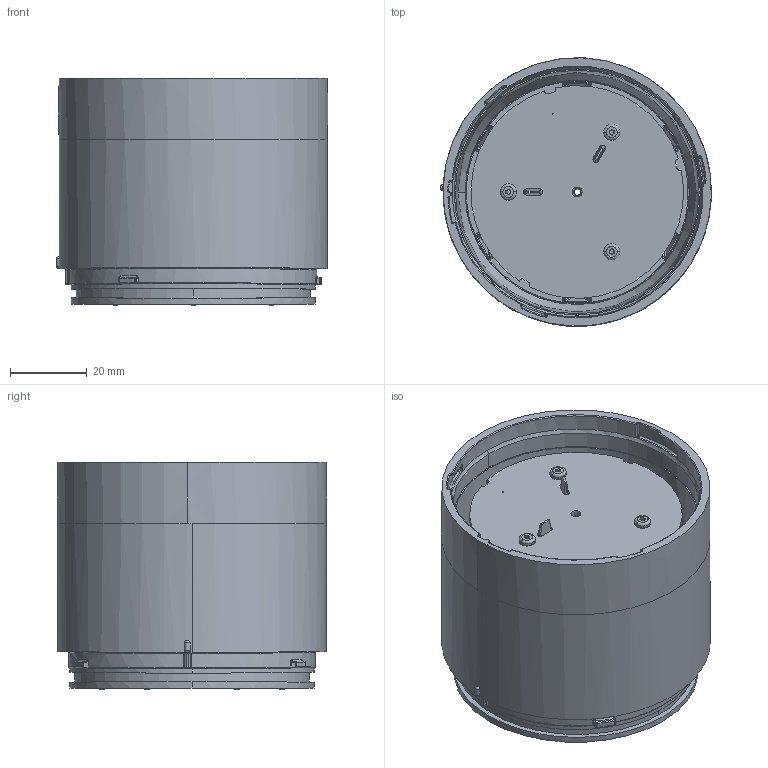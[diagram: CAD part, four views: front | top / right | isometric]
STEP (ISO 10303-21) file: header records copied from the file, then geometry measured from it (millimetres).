
FILE_DESCRIPTION((''),'2;1');
FILE_NAME('233363_SM01_ASM','2023-05-16T14:48:35',('banengservice'),('BANNER ENGINEERING'),'CREO PARAMETRIC BY PTC INC, 2022414','CREO PARAMETRIC BY PTC INC, 2022414','');
FILE_SCHEMA(('CONFIG_CONTROL_DESIGN'));
Products named in the file (2): 233363_EP01; 233363_SM01_ASM
Assembly tree (1 placements, depth 2):
  233363_SM01_ASM
    233363_EP01
Bounding box: 70.8 x 70.15 x 59.35 mm (x, y, z)
Volume: 69272.1 mm3; surface area: 48259.3 mm2
Topology: 1 solids, 1 shells, 2101 faces, 5201 edges, 3107 vertices
Faces by surface type: plane 892, cylinder 630, bspline 356, sphere 102, torus 87, cone 34
Entity records: 87052 total; most frequent: CARTESIAN_POINT 40673, ORIENTED_EDGE 10354, DIRECTION 8618, EDGE_CURVE 5177, VERTEX_POINT 3107, AXIS2_PLACEMENT_3D 2945, VECTOR 2728, LINE 2728
